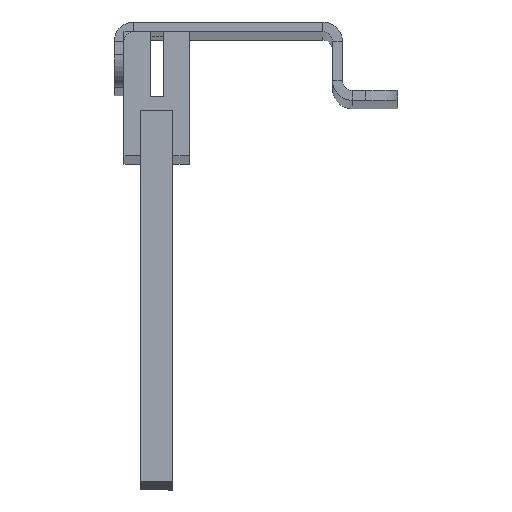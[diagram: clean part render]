
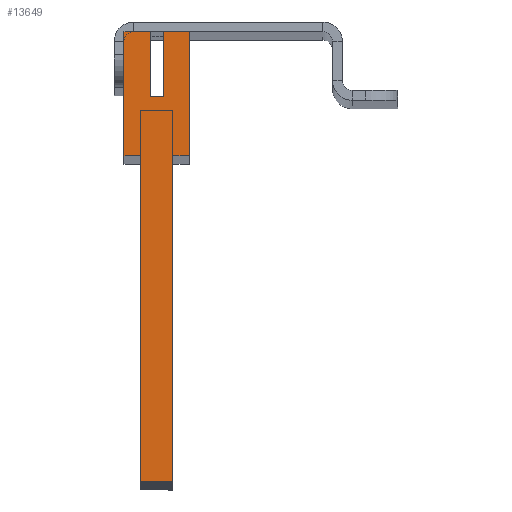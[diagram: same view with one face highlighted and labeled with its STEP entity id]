
A CAD part, top view. The second image highlights one B-rep face of the part: STEP entity #13649.
In plain terms, the highlighted planar face has unit normal (0, 0, 1).
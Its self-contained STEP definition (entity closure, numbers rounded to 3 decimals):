
#417 = CARTESIAN_POINT ( 'NONE',  ( 0., -5., 742. ) ) ;
#634 = VERTEX_POINT ( 'NONE', #42992 ) ;
#725 = CARTESIAN_POINT ( 'NONE',  ( 69., -2.5, 742. ) ) ;
#1110 = EDGE_CURVE ( 'NONE', #3645, #18653, #34447, .T. ) ;
#1320 = DIRECTION ( 'NONE',  ( 0., -1., 0. ) ) ;
#1901 = CARTESIAN_POINT ( 'NONE',  ( 69., 2.5, 742. ) ) ;
#2829 = CARTESIAN_POINT ( 'NONE',  ( 69., 2.5, 742. ) ) ;
#3019 = AXIS2_PLACEMENT_3D ( 'NONE', #31279, #25323, #15341 ) ;
#3645 = VERTEX_POINT ( 'NONE', #22730 ) ;
#3963 = EDGE_CURVE ( 'NONE', #36063, #19227, #15847, .T. ) ;
#4120 = CARTESIAN_POINT ( 'NONE',  ( 19., -2.5, 742. ) ) ;
#4124 = DIRECTION ( 'NONE',  ( 0., -1., 0. ) ) ;
#4636 = VECTOR ( 'NONE', #36885, 1000. ) ;
#4731 = VECTOR ( 'NONE', #38443, 1000. ) ;
#4843 = CARTESIAN_POINT ( 'NONE',  ( 0., -1., 742. ) ) ;
#4845 = CARTESIAN_POINT ( 'NONE',  ( 0., 1., 742. ) ) ;
#5259 = ORIENTED_EDGE ( 'NONE', *, *, #40461, .T. ) ;
#6238 = EDGE_CURVE ( 'NONE', #15035, #36063, #23414, .T. ) ;
#6704 = ORIENTED_EDGE ( 'NONE', *, *, #15555, .T. ) ;
#6831 = ORIENTED_EDGE ( 'NONE', *, *, #20301, .F. ) ;
#7132 = ORIENTED_EDGE ( 'NONE', *, *, #41819, .F. ) ;
#7174 = DIRECTION ( 'NONE',  ( -1., 0., 0. ) ) ;
#7240 = LINE ( 'NONE', #2829, #28511 ) ;
#7274 = CARTESIAN_POINT ( 'NONE',  ( 0., 1., 742. ) ) ;
#7876 = CARTESIAN_POINT ( 'NONE',  ( 0., 5., 742. ) ) ;
#8423 = LINE ( 'NONE', #28338, #41594 ) ;
#9808 = DIRECTION ( 'NONE',  ( 0., 1., 0. ) ) ;
#11139 = CARTESIAN_POINT ( 'NONE',  ( 10., -1., 742. ) ) ;
#11313 = VERTEX_POINT ( 'NONE', #41176 ) ;
#13649 = ADVANCED_FACE ( 'NONE', ( #28616 ), #31743, .T. ) ;
#14259 = ORIENTED_EDGE ( 'NONE', *, *, #3963, .T. ) ;
#14400 = VERTEX_POINT ( 'NONE', #27639 ) ;
#15035 = VERTEX_POINT ( 'NONE', #39303 ) ;
#15282 = VECTOR ( 'NONE', #21238, 1000. ) ;
#15341 = DIRECTION ( 'NONE',  ( 1., 0., 0. ) ) ;
#15555 = EDGE_CURVE ( 'NONE', #25390, #23305, #23739, .T. ) ;
#15847 = LINE ( 'NONE', #43545, #26728 ) ;
#16339 = DIRECTION ( 'NONE',  ( 0., -1., 0. ) ) ;
#16532 = ORIENTED_EDGE ( 'NONE', *, *, #1110, .T. ) ;
#18049 = LINE ( 'NONE', #7876, #32390 ) ;
#18544 = DIRECTION ( 'NONE',  ( -1., 0., 0. ) ) ;
#18653 = VERTEX_POINT ( 'NONE', #417 ) ;
#19227 = VERTEX_POINT ( 'NONE', #22055 ) ;
#20301 = EDGE_CURVE ( 'NONE', #634, #11313, #7240, .T. ) ;
#21238 = DIRECTION ( 'NONE',  ( 1., 0., 0. ) ) ;
#21301 = ORIENTED_EDGE ( 'NONE', *, *, #37695, .T. ) ;
#22053 = LINE ( 'NONE', #1901, #4731 ) ;
#22055 = CARTESIAN_POINT ( 'NONE',  ( 0., 5., 742. ) ) ;
#22301 = VERTEX_POINT ( 'NONE', #11139 ) ;
#22369 = ORIENTED_EDGE ( 'NONE', *, *, #31020, .T. ) ;
#22730 = CARTESIAN_POINT ( 'NONE',  ( 0., -1., 742. ) ) ;
#22979 = CARTESIAN_POINT ( 'NONE',  ( 19., -5., 742. ) ) ;
#23305 = VERTEX_POINT ( 'NONE', #4120 ) ;
#23399 = DIRECTION ( 'NONE',  ( -1., 0., 0. ) ) ;
#23414 = LINE ( 'NONE', #32939, #35126 ) ;
#23600 = VECTOR ( 'NONE', #7174, 1000. ) ;
#23739 = LINE ( 'NONE', #36609, #30096 ) ;
#24987 = LINE ( 'NONE', #4843, #34117 ) ;
#25132 = ORIENTED_EDGE ( 'NONE', *, *, #36261, .T. ) ;
#25323 = DIRECTION ( 'NONE',  ( 0., 0., 1. ) ) ;
#25390 = VERTEX_POINT ( 'NONE', #22979 ) ;
#25999 = ORIENTED_EDGE ( 'NONE', *, *, #28563, .T. ) ;
#26728 = VECTOR ( 'NONE', #23399, 1000. ) ;
#27639 = CARTESIAN_POINT ( 'NONE',  ( 10., 1., 742. ) ) ;
#27982 = LINE ( 'NONE', #28217, #43541 ) ;
#28217 = CARTESIAN_POINT ( 'NONE',  ( 0., -5., 742. ) ) ;
#28338 = CARTESIAN_POINT ( 'NONE',  ( 10., 1., 742. ) ) ;
#28511 = VECTOR ( 'NONE', #16339, 1000. ) ;
#28563 = EDGE_CURVE ( 'NONE', #18653, #25390, #27982, .T. ) ;
#28616 = FACE_OUTER_BOUND ( 'NONE', #38723, .T. ) ;
#28945 = EDGE_CURVE ( 'NONE', #32371, #14400, #41155, .T. ) ;
#30096 = VECTOR ( 'NONE', #9808, 1000. ) ;
#30543 = ORIENTED_EDGE ( 'NONE', *, *, #28945, .T. ) ;
#31020 = EDGE_CURVE ( 'NONE', #19227, #32371, #18049, .T. ) ;
#31279 = CARTESIAN_POINT ( 'NONE',  ( 0., 0., 742. ) ) ;
#31291 = LINE ( 'NONE', #725, #23600 ) ;
#31743 = PLANE ( 'NONE',  #3019 ) ;
#32371 = VERTEX_POINT ( 'NONE', #4845 ) ;
#32390 = VECTOR ( 'NONE', #4124, 1000. ) ;
#32939 = CARTESIAN_POINT ( 'NONE',  ( 19., 5., 742. ) ) ;
#34000 = CARTESIAN_POINT ( 'NONE',  ( 0., -5., 742. ) ) ;
#34117 = VECTOR ( 'NONE', #18544, 1000. ) ;
#34447 = LINE ( 'NONE', #34000, #4636 ) ;
#35126 = VECTOR ( 'NONE', #36905, 1000. ) ;
#36063 = VERTEX_POINT ( 'NONE', #37138 ) ;
#36261 = EDGE_CURVE ( 'NONE', #634, #15035, #22053, .T. ) ;
#36609 = CARTESIAN_POINT ( 'NONE',  ( 19., -5., 742. ) ) ;
#36885 = DIRECTION ( 'NONE',  ( 0., -1., 0. ) ) ;
#36905 = DIRECTION ( 'NONE',  ( 0., 1., 0. ) ) ;
#37138 = CARTESIAN_POINT ( 'NONE',  ( 19., 5., 742. ) ) ;
#37447 = ORIENTED_EDGE ( 'NONE', *, *, #6238, .T. ) ;
#37695 = EDGE_CURVE ( 'NONE', #14400, #22301, #8423, .T. ) ;
#38443 = DIRECTION ( 'NONE',  ( -1., 0., 0. ) ) ;
#38723 = EDGE_LOOP ( 'NONE', ( #25132, #37447, #14259, #22369, #30543, #21301, #5259, #16532, #25999, #6704, #7132, #6831 ) ) ;
#39303 = CARTESIAN_POINT ( 'NONE',  ( 19., 2.5, 742. ) ) ;
#40461 = EDGE_CURVE ( 'NONE', #22301, #3645, #24987, .T. ) ;
#41155 = LINE ( 'NONE', #7274, #15282 ) ;
#41176 = CARTESIAN_POINT ( 'NONE',  ( 69., -2.5, 742. ) ) ;
#41594 = VECTOR ( 'NONE', #1320, 1000. ) ;
#41715 = DIRECTION ( 'NONE',  ( 1., 0., 0. ) ) ;
#41819 = EDGE_CURVE ( 'NONE', #11313, #23305, #31291, .T. ) ;
#42992 = CARTESIAN_POINT ( 'NONE',  ( 69., 2.5, 742. ) ) ;
#43541 = VECTOR ( 'NONE', #41715, 1000. ) ;
#43545 = CARTESIAN_POINT ( 'NONE',  ( 0., 5., 742. ) ) ;
